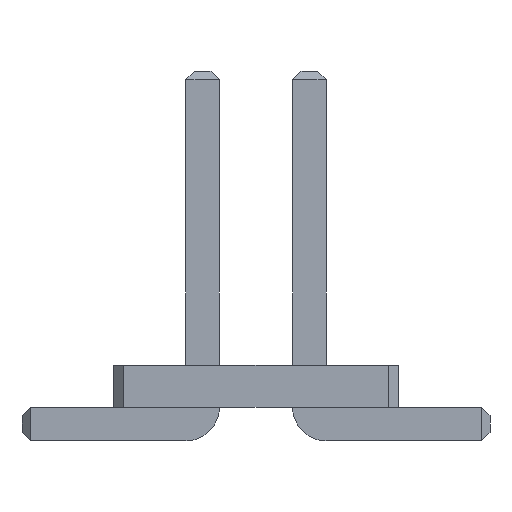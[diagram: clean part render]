
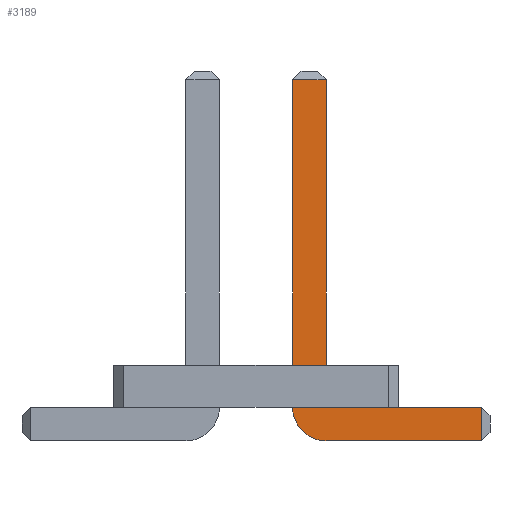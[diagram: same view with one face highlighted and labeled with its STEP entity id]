
A CAD part, front view. The second image highlights one B-rep face of the part: STEP entity #3189.
In plain terms, the highlighted planar face has unit normal (0, -1, 0).
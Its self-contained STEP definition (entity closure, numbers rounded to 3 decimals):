
#13=DIRECTION('',(0.,0.,1.));
#67=DIRECTION('',(1.,0.,0.));
#1409=VECTOR('',#67,1.);
#1420=DIRECTION('',(0.,1.,0.));
#1462=DIRECTION('',(-1.,0.,0.));
#2801=VECTOR('',#1462,1.);
#3000=DIRECTION('',(-0.,1.,0.));
#3001=DIRECTION('',(0.,0.,-1.));
#3008=VECTOR('',#3009,1.);
#3009=DIRECTION('',(0.,0.,1.));
#3020=VECTOR('',#3001,1.);
#3038=VERTEX_POINT('',#3039);
#3039=CARTESIAN_POINT('',(2.685,-14.805,0.));
#3042=ORIENTED_EDGE('',*,*,#3043,.T.);
#3043=EDGE_CURVE('',#3038,#3044,#3046,.T.);
#3044=VERTEX_POINT('',#3045);
#3045=CARTESIAN_POINT('',(0.835,-14.805,0.));
#3046=LINE('',#3047,#2801);
#3047=CARTESIAN_POINT('',(2.785,-14.805,0.));
#3084=VERTEX_POINT('',#3085);
#3085=CARTESIAN_POINT('',(0.435,-14.805,0.4));
#3088=EDGE_CURVE('',#3044,#3084,#3089,.T.);
#3089=CIRCLE('',#3090,0.4);
#3090=AXIS2_PLACEMENT_3D('',#3091,#3000,#3001);
#3091=CARTESIAN_POINT('',(0.835,-14.805,0.4));
#3100=VERTEX_POINT('',#3091);
#3102=ORIENTED_EDGE('',*,*,#3103,.T.);
#3103=EDGE_CURVE('',#3100,#3104,#3106,.T.);
#3104=VERTEX_POINT('',#3105);
#3105=CARTESIAN_POINT('',(2.685,-14.805,0.4));
#3106=LINE('',#3091,#1409);
#3116=ORIENTED_EDGE('',*,*,#3117,.T.);
#3117=EDGE_CURVE('',#3084,#3118,#3120,.T.);
#3118=VERTEX_POINT('',#3119);
#3119=CARTESIAN_POINT('',(0.435,-14.805,4.3));
#3120=LINE('',#3121,#3008);
#3121=CARTESIAN_POINT('',(0.435,-14.805,0.));
#3134=VERTEX_POINT('',#3135);
#3135=CARTESIAN_POINT('',(0.835,-14.805,4.3));
#3137=ORIENTED_EDGE('',*,*,#3138,.T.);
#3138=EDGE_CURVE('',#3134,#3100,#3139,.T.);
#3139=LINE('',#3140,#3020);
#3140=CARTESIAN_POINT('',(0.835,-14.805,4.4));
#3189=ADVANCED_FACE('',(#3190),#3199,.F.);
#3190=FACE_BOUND('',#3191,.F.);
#3191=EDGE_LOOP('',(#3042,#3192,#3116,#3193,#3137,#3102,#3196));
#3192=ORIENTED_EDGE('',*,*,#3088,.T.);
#3193=ORIENTED_EDGE('',*,*,#3194,.T.);
#3194=EDGE_CURVE('',#3118,#3134,#3195,.T.);
#3195=LINE('',#3119,#1409);
#3196=ORIENTED_EDGE('',*,*,#3197,.T.);
#3197=EDGE_CURVE('',#3104,#3038,#3198,.T.);
#3198=LINE('',#3105,#3020);
#3199=PLANE('',#3200);
#3200=AXIS2_PLACEMENT_3D('',#3201,#1420,#13);
#3201=CARTESIAN_POINT('',(1.032,-14.805,1.622));
